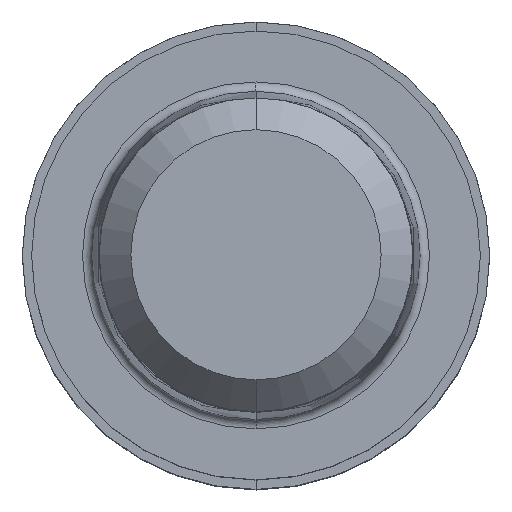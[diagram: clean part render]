
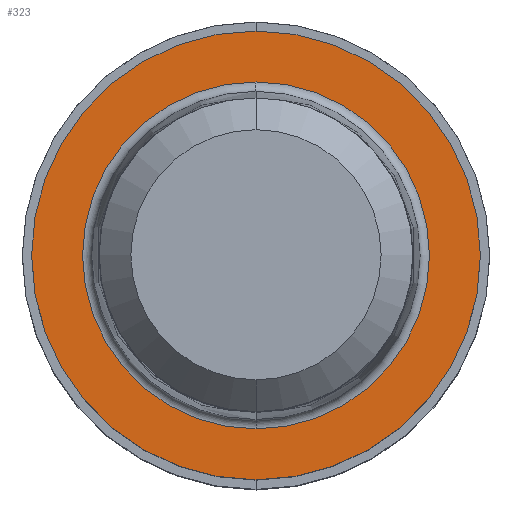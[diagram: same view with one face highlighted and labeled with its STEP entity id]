
A CAD part, top view. The second image highlights one B-rep face of the part: STEP entity #323.
In plain terms, the highlighted planar face has unit normal (0, 0, 1).
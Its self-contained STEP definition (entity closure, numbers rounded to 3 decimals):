
#209=VERTEX_POINT('',#545);
#235=VERTEX_POINT('',#575);
#301=EDGE_CURVE('',#395,#235,#645,.T.);
#323=ADVANCED_FACE('',(#670,#671),#672,.T.);
#347=EDGE_CURVE('',#235,#395,#701,.T.);
#395=VERTEX_POINT('',#756);
#433=EDGE_CURVE('',#459,#209,#800,.T.);
#459=VERTEX_POINT('',#830);
#463=EDGE_CURVE('',#209,#459,#836,.T.);
#545=CARTESIAN_POINT('',(0.0,9.275,0.01));
#575=CARTESIAN_POINT('',(0.,-12.0,0.01));
#645=CIRCLE('',#1054,12.0);
#670=FACE_OUTER_BOUND('',#1085,.T.);
#671=FACE_BOUND('',#1086,.T.);
#672=PLANE('',#1087);
#701=CIRCLE('',#1122,12.0);
#756=CARTESIAN_POINT('',(0.0,12.0,0.01));
#800=CIRCLE('',#1246,9.275);
#830=CARTESIAN_POINT('',(0.,-9.275,0.01));
#836=CIRCLE('',#1291,9.275);
#1054=AXIS2_PLACEMENT_3D('',#1474,#1475,#1476);
#1085=EDGE_LOOP('',(#1515,#1516));
#1086=EDGE_LOOP('',(#1517,#1518));
#1087=AXIS2_PLACEMENT_3D('',#1519,#1520,#1521);
#1122=AXIS2_PLACEMENT_3D('',#1572,#1573,#1574);
#1246=AXIS2_PLACEMENT_3D('',#1695,#1696,#1697);
#1291=AXIS2_PLACEMENT_3D('',#1752,#1753,#1754);
#1474=CARTESIAN_POINT('',(0.0,0.0,0.01));
#1475=DIRECTION('',(0.0,0.0,-1.0));
#1476=DIRECTION('',(0.0,1.0,0.0));
#1515=ORIENTED_EDGE('',*,*,#301,.F.);
#1516=ORIENTED_EDGE('',*,*,#347,.F.);
#1517=ORIENTED_EDGE('',*,*,#463,.T.);
#1518=ORIENTED_EDGE('',*,*,#433,.T.);
#1519=CARTESIAN_POINT('',(0.0,6.0,0.01));
#1520=DIRECTION('',(-0.0,0.0,1.0));
#1521=DIRECTION('',(0.0,-1.0,0.0));
#1572=CARTESIAN_POINT('',(0.0,0.0,0.01));
#1573=DIRECTION('',(0.0,0.0,-1.0));
#1574=DIRECTION('',(0.0,1.0,0.0));
#1695=CARTESIAN_POINT('',(0.0,0.0,0.01));
#1696=DIRECTION('',(0.0,0.0,-1.0));
#1697=DIRECTION('',(0.0,1.0,0.0));
#1752=CARTESIAN_POINT('',(0.0,0.0,0.01));
#1753=DIRECTION('',(0.0,0.0,-1.0));
#1754=DIRECTION('',(0.0,1.0,0.0));
